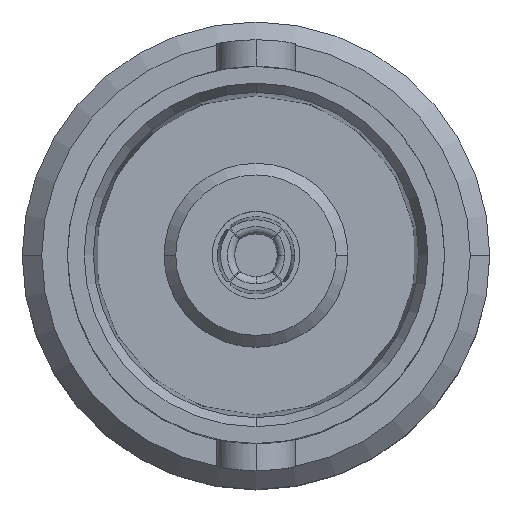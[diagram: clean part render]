
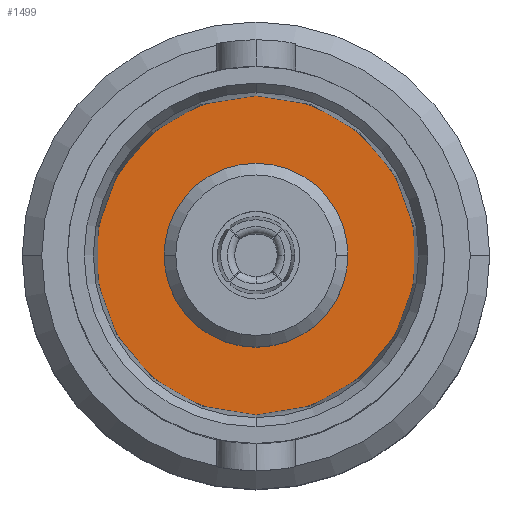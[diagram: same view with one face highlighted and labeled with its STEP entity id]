
A CAD part, top view. The second image highlights one B-rep face of the part: STEP entity #1499.
In plain terms, the highlighted planar face has unit normal (0, 0, 1).
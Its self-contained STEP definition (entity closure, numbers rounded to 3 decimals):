
#6 = EDGE_LOOP ( 'NONE', ( #1206, #1466 ) ) ;
#200 = FACE_OUTER_BOUND ( 'NONE', #6, .T. ) ;
#322 = CIRCLE ( 'NONE', #376, 2.36 ) ;
#376 = AXIS2_PLACEMENT_3D ( 'NONE', #6611, #6595, #2842 ) ;
#646 = CIRCLE ( 'NONE', #5059, 4.098 ) ;
#974 = DIRECTION ( 'NONE',  ( -1., 0., 0. ) ) ;
#1170 = EDGE_CURVE ( 'NONE', #3922, #3660, #5375, .T. ) ;
#1206 = ORIENTED_EDGE ( 'NONE', *, *, #3533, .T. ) ;
#1226 = EDGE_CURVE ( 'NONE', #2220, #6671, #2247, .T. ) ;
#1232 = CARTESIAN_POINT ( 'NONE',  ( -2.36, 0., -5.766 ) ) ;
#1449 = CARTESIAN_POINT ( 'NONE',  ( 0., 0., -5.766 ) ) ;
#1466 = ORIENTED_EDGE ( 'NONE', *, *, #1226, .T. ) ;
#1473 = CARTESIAN_POINT ( 'NONE',  ( 0., 0., -5.766 ) ) ;
#1499 = ADVANCED_FACE ( 'NONE', ( #200, #6481 ), #6434, .F. ) ;
#1551 = DIRECTION ( 'NONE',  ( 0., 0., 1. ) ) ;
#1644 = DIRECTION ( 'NONE',  ( 0., 0., -1. ) ) ;
#1815 = CARTESIAN_POINT ( 'NONE',  ( 0., 4.098, -5.766 ) ) ;
#1920 = EDGE_LOOP ( 'NONE', ( #3189, #6620 ) ) ;
#1940 = EDGE_CURVE ( 'NONE', #3660, #3922, #322, .T. ) ;
#2189 = CARTESIAN_POINT ( 'NONE',  ( 0., 0., -5.766 ) ) ;
#2220 = VERTEX_POINT ( 'NONE', #1815 ) ;
#2247 = CIRCLE ( 'NONE', #4819, 4.098 ) ;
#2842 = DIRECTION ( 'NONE',  ( -1., 0., 0. ) ) ;
#3189 = ORIENTED_EDGE ( 'NONE', *, *, #1940, .F. ) ;
#3533 = EDGE_CURVE ( 'NONE', #6671, #2220, #646, .T. ) ;
#3624 = CARTESIAN_POINT ( 'NONE',  ( 0., 0., -5.766 ) ) ;
#3660 = VERTEX_POINT ( 'NONE', #4302 ) ;
#3691 = DIRECTION ( 'NONE',  ( -1., 0., 0. ) ) ;
#3868 = AXIS2_PLACEMENT_3D ( 'NONE', #1473, #4197, #974 ) ;
#3922 = VERTEX_POINT ( 'NONE', #1232 ) ;
#4197 = DIRECTION ( 'NONE',  ( 0., 0., 1. ) ) ;
#4302 = CARTESIAN_POINT ( 'NONE',  ( 2.36, 0., -5.766 ) ) ;
#4819 = AXIS2_PLACEMENT_3D ( 'NONE', #1449, #6328, #6864 ) ;
#5059 = AXIS2_PLACEMENT_3D ( 'NONE', #3624, #1551, #3691 ) ;
#5211 = CARTESIAN_POINT ( 'NONE',  ( 0., -4.098, -5.766 ) ) ;
#5375 = CIRCLE ( 'NONE', #3868, 2.36 ) ;
#6328 = DIRECTION ( 'NONE',  ( 0., 0., 1. ) ) ;
#6434 = PLANE ( 'NONE',  #6835 ) ;
#6481 = FACE_BOUND ( 'NONE', #1920, .T. ) ;
#6595 = DIRECTION ( 'NONE',  ( 0., 0., 1. ) ) ;
#6611 = CARTESIAN_POINT ( 'NONE',  ( 0., 0., -5.766 ) ) ;
#6620 = ORIENTED_EDGE ( 'NONE', *, *, #1170, .F. ) ;
#6671 = VERTEX_POINT ( 'NONE', #5211 ) ;
#6835 = AXIS2_PLACEMENT_3D ( 'NONE', #2189, #1644, #6979 ) ;
#6864 = DIRECTION ( 'NONE',  ( -1., 0., 0. ) ) ;
#6979 = DIRECTION ( 'NONE',  ( -1., 0., 0. ) ) ;
